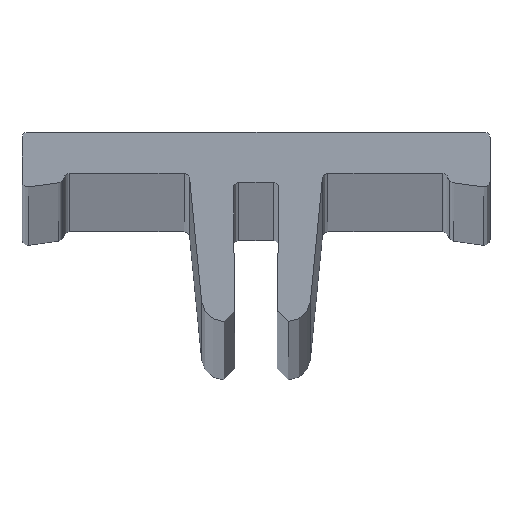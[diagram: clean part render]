
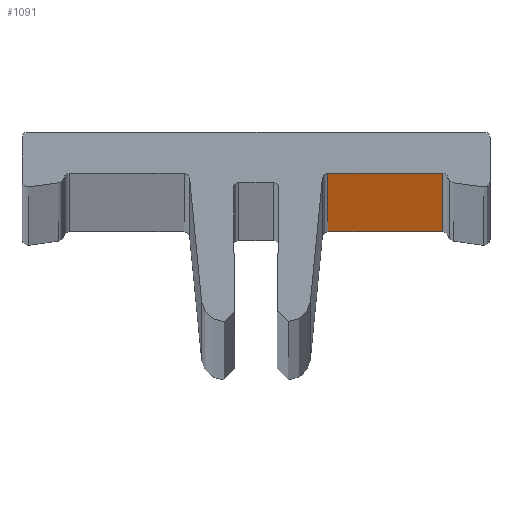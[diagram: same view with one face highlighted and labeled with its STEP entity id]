
A CAD part, top view. The second image highlights one B-rep face of the part: STEP entity #1091.
In plain terms, the highlighted planar face has unit normal (0, -1, 0).
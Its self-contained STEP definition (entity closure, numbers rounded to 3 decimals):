
#29 = VERTEX_POINT ( 'NONE', #904 ) ;
#85 = DIRECTION ( 'NONE',  ( 1., 0., 0. ) ) ;
#86 = DIRECTION ( 'NONE',  ( 0., 0., -1. ) ) ;
#99 = CARTESIAN_POINT ( 'NONE',  ( 17., -3.7, -3000. ) ) ;
#133 = PLANE ( 'NONE',  #683 ) ;
#152 = DIRECTION ( 'NONE',  ( 0., 0., 1. ) ) ;
#153 = DIRECTION ( 'NONE',  ( 0., -1., 0. ) ) ;
#207 = DIRECTION ( 'NONE',  ( 0., 0., -1. ) ) ;
#216 = ORIENTED_EDGE ( 'NONE', *, *, #386, .T. ) ;
#252 = LINE ( 'NONE', #358, #612 ) ;
#258 = LINE ( 'NONE', #640, #562 ) ;
#274 = LINE ( 'NONE', #717, #360 ) ;
#300 = EDGE_LOOP ( 'NONE', ( #591, #216, #1022, #726 ) ) ;
#302 = CARTESIAN_POINT ( 'NONE',  ( 16.72, -3.7, -3000. ) ) ;
#353 = EDGE_CURVE ( 'NONE', #1112, #29, #252, .T. ) ;
#358 = CARTESIAN_POINT ( 'NONE',  ( 6.454, -3.7, -3000. ) ) ;
#360 = VECTOR ( 'NONE', #152, 1000. ) ;
#386 = EDGE_CURVE ( 'NONE', #609, #423, #274, .T. ) ;
#423 = VERTEX_POINT ( 'NONE', #1062 ) ;
#502 = CARTESIAN_POINT ( 'NONE',  ( 17., -3.7, -3000. ) ) ;
#562 = VECTOR ( 'NONE', #85, 1000. ) ;
#569 = DIRECTION ( 'NONE',  ( 1., 0., 0. ) ) ;
#591 = ORIENTED_EDGE ( 'NONE', *, *, #1115, .T. ) ;
#609 = VERTEX_POINT ( 'NONE', #302 ) ;
#612 = VECTOR ( 'NONE', #86, 1000. ) ;
#640 = CARTESIAN_POINT ( 'NONE',  ( 17., -3.7, 0. ) ) ;
#683 = AXIS2_PLACEMENT_3D ( 'NONE', #502, #153, #207 ) ;
#717 = CARTESIAN_POINT ( 'NONE',  ( 16.72, -3.7, 0. ) ) ;
#726 = ORIENTED_EDGE ( 'NONE', *, *, #353, .T. ) ;
#732 = LINE ( 'NONE', #99, #1080 ) ;
#780 = EDGE_CURVE ( 'NONE', #1112, #423, #258, .T. ) ;
#904 = CARTESIAN_POINT ( 'NONE',  ( 6.454, -3.7, -3000. ) ) ;
#940 = FACE_OUTER_BOUND ( 'NONE', #300, .T. ) ;
#1022 = ORIENTED_EDGE ( 'NONE', *, *, #780, .F. ) ;
#1062 = CARTESIAN_POINT ( 'NONE',  ( 16.72, -3.7, 0. ) ) ;
#1080 = VECTOR ( 'NONE', #569, 1000. ) ;
#1091 = ADVANCED_FACE ( 'NONE', ( #940 ), #133, .T. ) ;
#1112 = VERTEX_POINT ( 'NONE', #1155 ) ;
#1115 = EDGE_CURVE ( 'NONE', #29, #609, #732, .T. ) ;
#1155 = CARTESIAN_POINT ( 'NONE',  ( 6.454, -3.7, 0. ) ) ;
